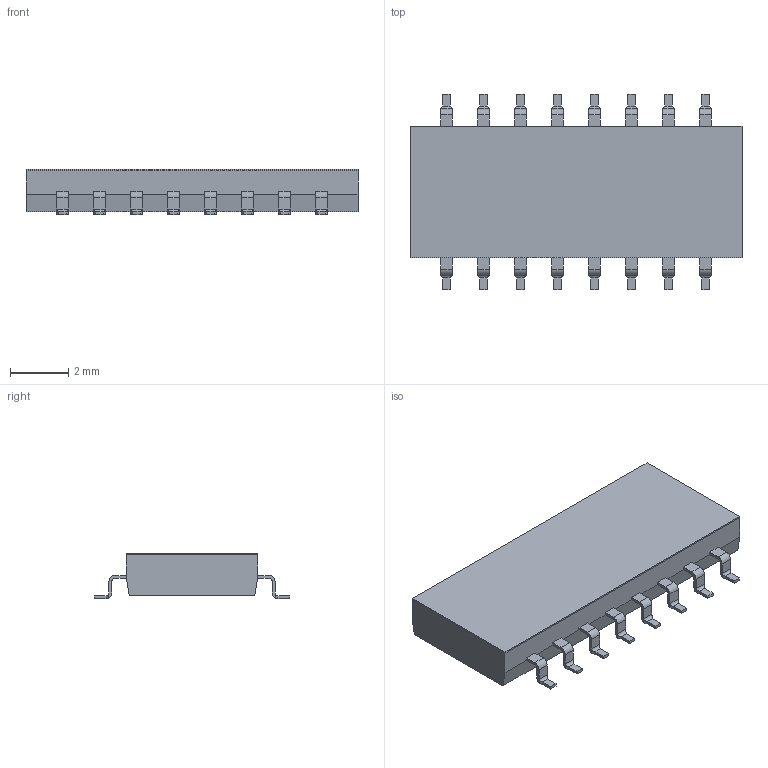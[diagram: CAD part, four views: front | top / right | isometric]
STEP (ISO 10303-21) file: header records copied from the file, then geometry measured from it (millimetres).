
FILE_DESCRIPTION((''),'2;1');
FILE_NAME('KAN1108Rx.stp','2012-04-27T11:32:44',('rcelander'),(''),'Autodesk Inventor 11','Autodesk Inventor 11','');
FILE_SCHEMA(('AUTOMOTIVE_DESIGN { 1 0 10303 214 1 1 1 1 }'));
Length unit declared in the file: millimetre
Products named in the file (3): N111198; KAN 8; KAN 8 TAPE
Assembly tree (2 placements, depth 2):
  N111198
    KAN 8
    KAN 8 TAPE
Bounding box: 11.39 x 6.7 x 1.57 mm (x, y, z)
Volume: 74.3 mm3; surface area: 281.2 mm2
Topology: 2 solids, 2 shells, 588 faces, 1512 edges, 960 vertices
Faces by surface type: plane 428, bspline 96, cylinder 64
Entity records: 18103 total; most frequent: CARTESIAN_POINT 4313, ORIENTED_EDGE 3024, DIRECTION 2474, EDGE_CURVE 1512, VECTOR 1160, LINE 1160, VERTEX_POINT 960, AXIS2_PLACEMENT_3D 657
